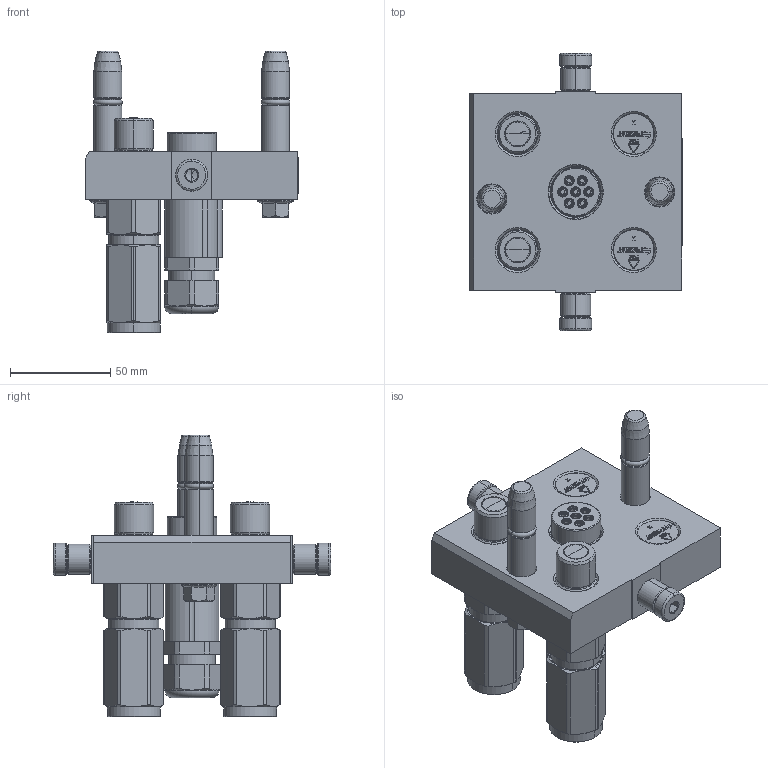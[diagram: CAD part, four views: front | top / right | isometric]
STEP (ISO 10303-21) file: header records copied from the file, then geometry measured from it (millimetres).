
FILE_DESCRIPTION (( 'STEP AP214' ), '1' );
FILE_NAME ('FASTER.step', '2022-10-24T12:46:24', ( '' ), ( '' ), 'SwSTEP 2.0', 'SolidWorks 2017', '' );
FILE_SCHEMA (( 'AUTOMOTIVE_DESIGN' ));
Length unit declared in the file: millimetre
Products named in the file (15): 1540_080_0008_000; 3ffnp38_gas_m; TAPPO_38; P506-1_M_BASE; 4830_021_0000_000; et002; FASTER; or2_62x9_19_m; 4830_044_0000_000; 4830_010_0000_011; conn_7p_m; 4830_013_3000_030; corspel08-7_m; 4830_028_1000_011
Assembly tree (23 placements, depth 3):
  FASTER
    P506-1_M_BASE
      4830_010_0000_011
      4830_021_0000_000  x2
      1540_080_0008_000  x2
      4830_013_3000_030  x2
      4830_028_1000_011  x2
      or2_62x9_19_m  x2
    3ffnp38_gas_m  x2
      3ffnp38_gas_m
    conn_7p_m
      4830_044_0000_000  x3
      corspel08-7_m
    TAPPO_38  x2
    et002
Bounding box: 106.3 x 138.6 x 140.8 mm (x, y, z)
Volume: 13312.4 mm3; surface area: 105470 mm2
Topology: 7 solids, 55 shells, 2494 faces, 6754 edges, 4388 vertices
Faces by surface type: plane 1418, cylinder 532, cone 290, torus 198, bspline 38, sphere 18
Entity records: 64611 total; most frequent: CARTESIAN_POINT 14404, ORIENTED_EDGE 8942, DIRECTION 8716, EDGE_CURVE 4614, VECTOR 3214, LINE 3214, VERTEX_POINT 3012, AXIS2_PLACEMENT_3D 2751
